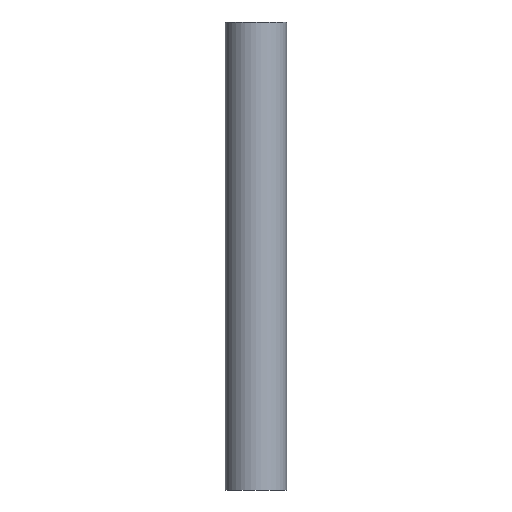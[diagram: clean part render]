
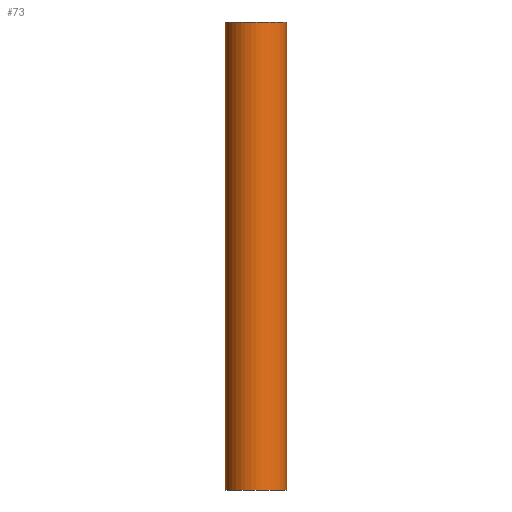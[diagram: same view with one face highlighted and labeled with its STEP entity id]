
A CAD part, front view. The second image highlights one B-rep face of the part: STEP entity #73.
In plain terms, the highlighted cylindrical face has radius 57.5 mm (diameter 115 mm), a partial arc.
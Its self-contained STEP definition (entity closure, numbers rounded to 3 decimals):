
#8 = VERTEX_POINT ( 'NONE', #235 ) ;
#15 = EDGE_CURVE ( 'NONE', #55, #269, #63, .T. ) ;
#21 = DIRECTION ( 'NONE',  ( 0., 0., 1. ) ) ;
#52 = CARTESIAN_POINT ( 'NONE',  ( 57.5, -1031.25, -1036.635 ) ) ;
#55 = VERTEX_POINT ( 'NONE', #118 ) ;
#56 = ORIENTED_EDGE ( 'NONE', *, *, #125, .T. ) ;
#63 = LINE ( 'NONE', #257, #327 ) ;
#70 = AXIS2_PLACEMENT_3D ( 'NONE', #122, #179, #340 ) ;
#73 = ADVANCED_FACE ( 'NONE', ( #315 ), #343, .T. ) ;
#75 = LINE ( 'NONE', #52, #232 ) ;
#84 = ORIENTED_EDGE ( 'NONE', *, *, #263, .T. ) ;
#86 = EDGE_LOOP ( 'NONE', ( #109, #56, #84, #329 ) ) ;
#93 = DIRECTION ( 'NONE',  ( 1., 0., 0. ) ) ;
#108 = EDGE_CURVE ( 'NONE', #269, #8, #264, .T. ) ;
#109 = ORIENTED_EDGE ( 'NONE', *, *, #15, .F. ) ;
#118 = CARTESIAN_POINT ( 'NONE',  ( -57.5, -1031.25, -874. ) ) ;
#122 = CARTESIAN_POINT ( 'NONE',  ( 0., -1031.25, -1036.635 ) ) ;
#125 = EDGE_CURVE ( 'NONE', #55, #167, #185, .T. ) ;
#167 = VERTEX_POINT ( 'NONE', #255 ) ;
#179 = DIRECTION ( 'NONE',  ( 0., 0., 1. ) ) ;
#185 = CIRCLE ( 'NONE', #332, 57.5 ) ;
#186 = DIRECTION ( 'NONE',  ( 0., 0., 1. ) ) ;
#199 = DIRECTION ( 'NONE',  ( -1., 0., 0. ) ) ;
#227 = CARTESIAN_POINT ( 'NONE',  ( 0., -1031.25, 0. ) ) ;
#232 = VECTOR ( 'NONE', #186, 1000. ) ;
#235 = CARTESIAN_POINT ( 'NONE',  ( 57.5, -1031.25, 0. ) ) ;
#241 = CARTESIAN_POINT ( 'NONE',  ( -57.5, -1031.25, 0. ) ) ;
#255 = CARTESIAN_POINT ( 'NONE',  ( 57.5, -1031.25, -874. ) ) ;
#257 = CARTESIAN_POINT ( 'NONE',  ( -57.5, -1031.25, -1036.635 ) ) ;
#259 = CARTESIAN_POINT ( 'NONE',  ( 0., -1031.25, -874. ) ) ;
#263 = EDGE_CURVE ( 'NONE', #167, #8, #75, .T. ) ;
#264 = CIRCLE ( 'NONE', #286, 57.5 ) ;
#269 = VERTEX_POINT ( 'NONE', #241 ) ;
#284 = DIRECTION ( 'NONE',  ( 0., 0., 1. ) ) ;
#286 = AXIS2_PLACEMENT_3D ( 'NONE', #227, #312, #93 ) ;
#312 = DIRECTION ( 'NONE',  ( 0., 0., 1. ) ) ;
#315 = FACE_OUTER_BOUND ( 'NONE', #86, .T. ) ;
#327 = VECTOR ( 'NONE', #21, 1000. ) ;
#329 = ORIENTED_EDGE ( 'NONE', *, *, #108, .F. ) ;
#332 = AXIS2_PLACEMENT_3D ( 'NONE', #259, #284, #199 ) ;
#340 = DIRECTION ( 'NONE',  ( 1., 0., 0. ) ) ;
#343 = CYLINDRICAL_SURFACE ( 'NONE', #70, 57.5 ) ;
